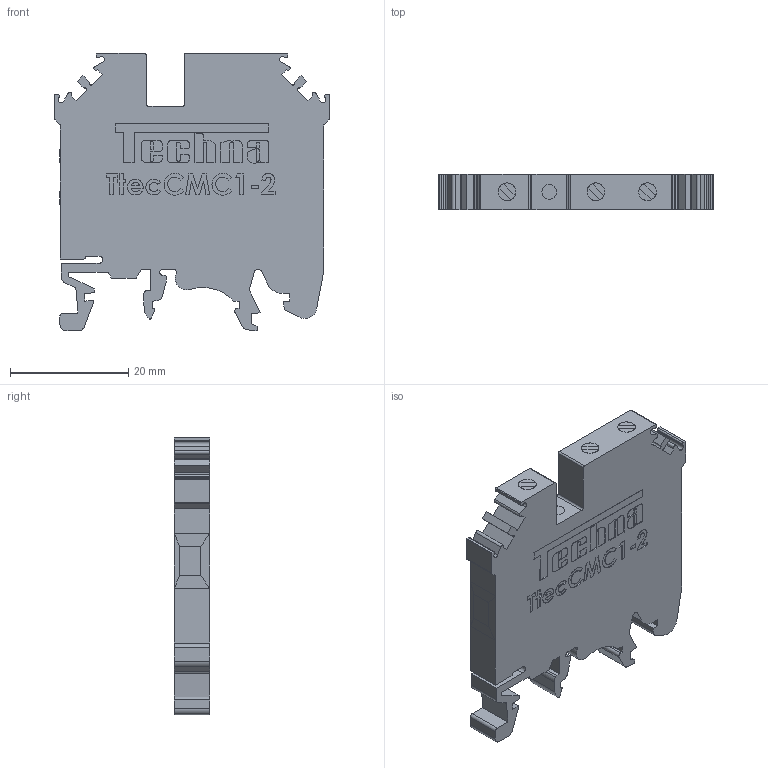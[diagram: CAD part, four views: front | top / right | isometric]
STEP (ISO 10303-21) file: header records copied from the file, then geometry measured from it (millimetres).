
FILE_DESCRIPTION (( 'STEP AP214' ), '1' );
FILE_NAME ('TtecCMC1-2.STEP', '2020-10-19T11:36:53', ( '' ), ( '' ), 'SwSTEP 2.0', 'SolidWorks 2020', '' );
FILE_SCHEMA (( 'AUTOMOTIVE_DESIGN' ));
Length unit declared in the file: millimetre
Products named in the file (1): TtecCMC1-2
Bounding box: 46.5 x 6 x 47 mm (x, y, z)
Volume: 10020.6 mm3; surface area: 5253.2 mm2
Topology: 1 solids, 1 shells, 715 faces, 1977 edges, 1306 vertices
Faces by surface type: plane 438, cylinder 199, bspline 78
Entity records: 32811 total; most frequent: CARTESIAN_POINT 9149, ORIENTED_EDGE 3954, DIRECTION 3507, EDGE_CURVE 1977, VECTOR 1411, LINE 1411, VERTEX_POINT 1306, AXIS2_PLACEMENT_3D 1048
